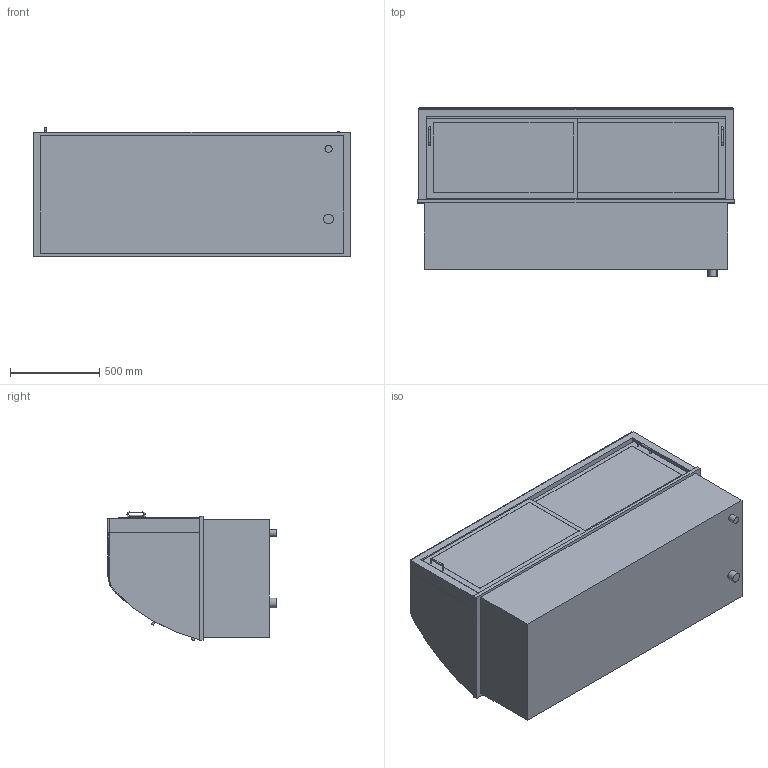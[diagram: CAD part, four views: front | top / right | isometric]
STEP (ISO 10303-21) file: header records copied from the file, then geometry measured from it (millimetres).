
FILE_DESCRIPTION(/* description */ ('Einbaukühlvitrine, Klappen: zentralgekühlt'),/* implementation_level */ '2;1');
FILE_NAME(/* name */ '3D-AKE-00007400.stp',/* time_stamp */ '2024-08-26T12:48:42+02:00',/* author */ ('marina.schachner'),/* organization */ (''),/* preprocessor_version */ 'ST-DEVELOPER v18',/* originating_system */ 'Autodesk Inventor 2020',/* authorisation */ '');
FILE_SCHEMA (('AUTOMOTIVE_DESIGN { 1 0 10303 214 3 1 1 }'));
Length unit declared in the file: millimetre
Products named in the file (1): 3D-AKE-00007400
Bounding box: 1775 x 944 x 722.24 mm (x, y, z)
Volume: 165728835.7 mm3; surface area: 19799023.7 mm2
Topology: 54 solids, 54 shells, 405 faces, 914 edges, 620 vertices
Faces by surface type: plane 305, cylinder 86, cone 10, torus 4
Full cylindrical faces by diameter (mm): 8 x6, 15 x10, 40 x1, 55 x1
Entity records: 11345 total; most frequent: DIRECTION 1962, CARTESIAN_POINT 1940, ORIENTED_EDGE 1828, EDGE_CURVE 914, LINE 678, VECTOR 678, AXIS2_PLACEMENT_3D 642, VERTEX_POINT 620
